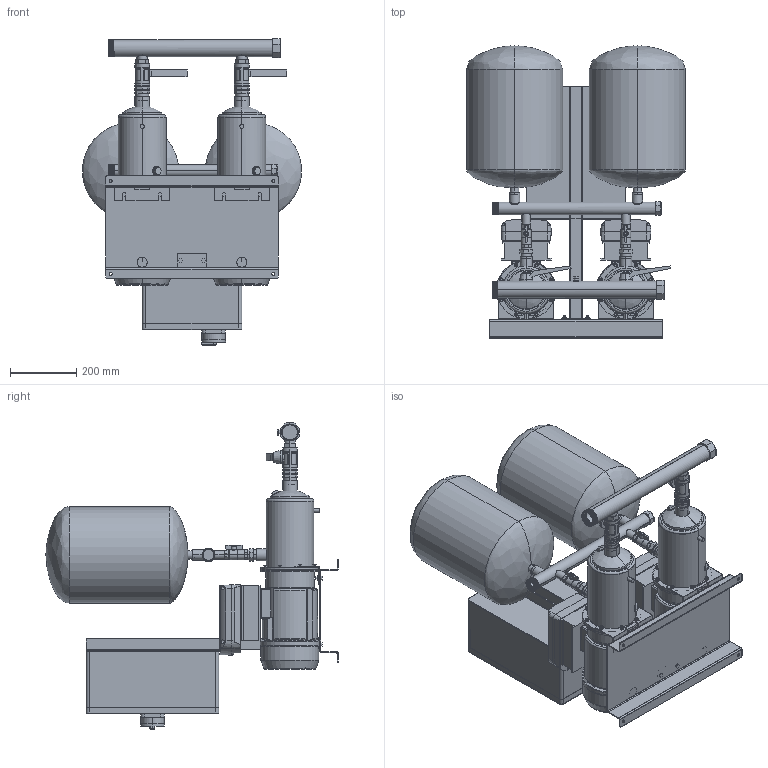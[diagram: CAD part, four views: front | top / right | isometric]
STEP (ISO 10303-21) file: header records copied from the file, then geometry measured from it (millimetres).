
FILE_DESCRIPTION (( 'STEP AP214' ), '1' );
FILE_NAME ('2EH_5-8_TE_ZB00064932.STEP', '2022-07-17T15:09:36', ( '' ), ( '' ), 'SwSTEP 2.0', 'SolidWorks 2020', '' );
FILE_SCHEMA (( 'AUTOMOTIVE_DESIGN' ));
Length unit declared in the file: millimetre
Products named in the file (1): 2EH_5-8_TE_ZB00064932
Bounding box: 660 x 880 x 922.25 mm (x, y, z)
Volume: 64841439.2 mm3; surface area: 4827329.3 mm2
Topology: 46 solids, 47 shells, 1646 faces, 3974 edges, 2551 vertices
Faces by surface type: plane 870, cylinder 557, cone 126, torus 51, bspline 32, sphere 10
Entity records: 81647 total; most frequent: CARTESIAN_POINT 24994, ORIENTED_EDGE 7936, DIRECTION 7726, EDGE_CURVE 3968, AXIS2_PLACEMENT_3D 2723, VERTEX_POINT 2551, LINE 2280, VECTOR 2280
